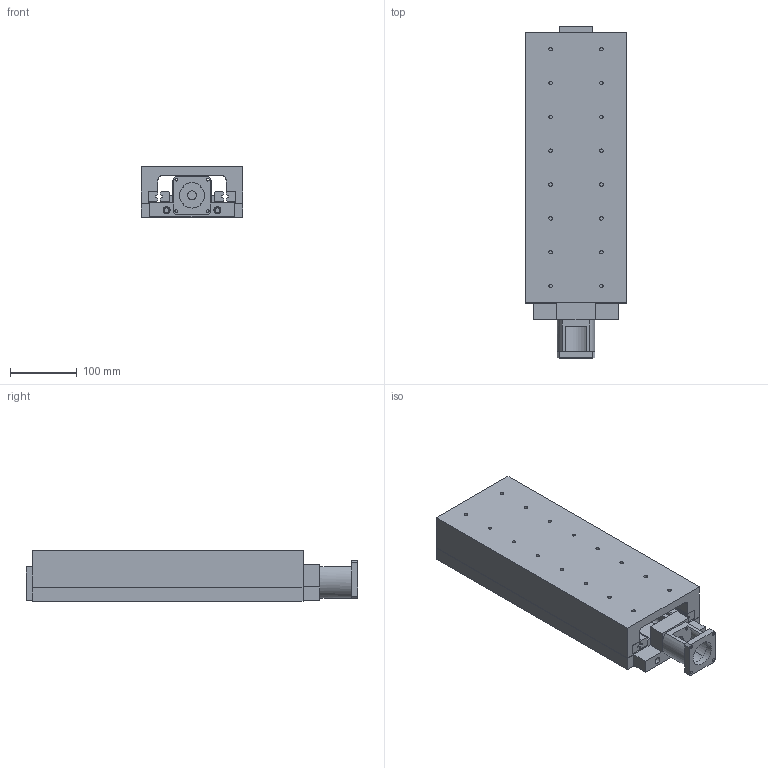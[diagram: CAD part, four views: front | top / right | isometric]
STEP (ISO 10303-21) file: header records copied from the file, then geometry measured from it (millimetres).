
FILE_DESCRIPTION((''),'2;1');
FILE_NAME('MLP6-16-12.stp','2003-11-19T00:15:31',('Raul'),(''),'Autodesk Inventor (tm) 5.3','Autodesk Inventor (tm) 5.3','');
FILE_SCHEMA(('CONFIG_CONTROL_DESIGN'));
Length unit declared in the file: inch
Products named in the file (10): MLP6-16-12; MLP6-16-12 PART1; MLP6-16-12 TOP-PLATE; MLP6-16-12 RAIL-1; MLP6-16-12 RAIL-2; MLP6-16-12 RAIL-3; MLP6-16-12 RAIL-4; MLP6-16-12 END-PLATE-A; MLP6-16-12 ~~MTRBRKT23; MLP6-16-12 END-PLATE-B
Assembly tree (9 placements, depth 2):
  MLP6-16-12
    MLP6-16-12 PART1
    MLP6-16-12 TOP-PLATE
    MLP6-16-12 RAIL-1
    MLP6-16-12 RAIL-2
    MLP6-16-12 RAIL-3
    MLP6-16-12 RAIL-4
    MLP6-16-12 END-PLATE-A
    MLP6-16-12 ~~MTRBRKT23
    MLP6-16-12 END-PLATE-B
Bounding box: 152.3 x 498.48 x 76.2 mm (x, y, z)
Volume: 3229912.5 mm3; surface area: 529389.3 mm2
Topology: 9 solids, 9 shells, 255 faces, 670 edges, 439 vertices
Faces by surface type: plane 127, bspline 112, cylinder 16
Entity records: 10638 total; most frequent: CARTESIAN_POINT 3139, ORIENTED_EDGE 1324, DIRECTION 1209, EDGE_CURVE 662, VERTEX_POINT 439, VECTOR 439, LINE 439, AXIS2_PLACEMENT_3D 385
